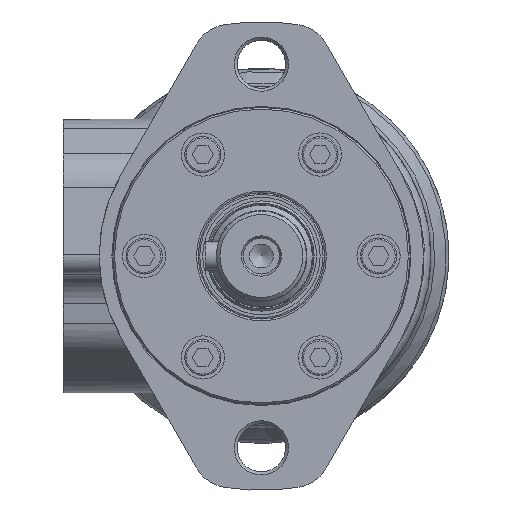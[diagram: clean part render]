
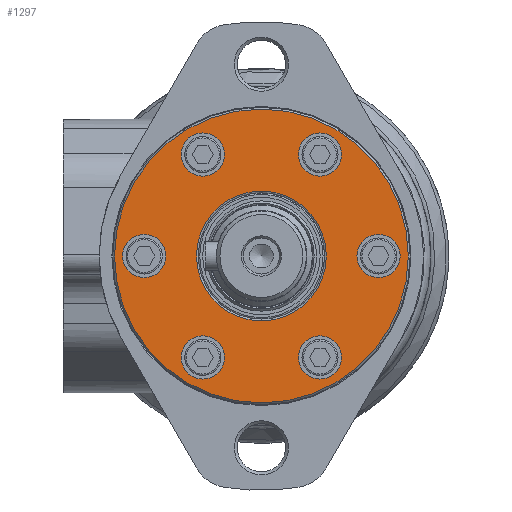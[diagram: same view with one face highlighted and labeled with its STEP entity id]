
A CAD part, left-side view. The second image highlights one B-rep face of the part: STEP entity #1297.
In plain terms, the highlighted planar face has unit normal (-1, 0, 0).
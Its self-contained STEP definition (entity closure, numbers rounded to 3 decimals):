
#1297 = ADVANCED_FACE( '', ( #2666, #2667, #2668, #2669, #2670, #2671, #2672, #2673 ), #2674, .F. );
#2666 = FACE_OUTER_BOUND( '', #4014, .T. );
#2667 = FACE_BOUND( '', #4015, .T. );
#2668 = FACE_BOUND( '', #4016, .T. );
#2669 = FACE_BOUND( '', #4017, .T. );
#2670 = FACE_BOUND( '', #4018, .T. );
#2671 = FACE_BOUND( '', #4019, .T. );
#2672 = FACE_BOUND( '', #4020, .T. );
#2673 = FACE_BOUND( '', #4021, .T. );
#2674 = PLANE( '', #4022 );
#4014 = EDGE_LOOP( '', ( #7084 ) );
#4015 = EDGE_LOOP( '', ( #7085 ) );
#4016 = EDGE_LOOP( '', ( #7086 ) );
#4017 = EDGE_LOOP( '', ( #7087 ) );
#4018 = EDGE_LOOP( '', ( #7088 ) );
#4019 = EDGE_LOOP( '', ( #7089 ) );
#4020 = EDGE_LOOP( '', ( #7090 ) );
#4021 = EDGE_LOOP( '', ( #7091 ) );
#4022 = AXIS2_PLACEMENT_3D( '', #7092, #7093, #7094 );
#7084 = ORIENTED_EDGE( '', *, *, #7883, .F. );
#7085 = ORIENTED_EDGE( '', *, *, #7383, .F. );
#7086 = ORIENTED_EDGE( '', *, *, #8344, .T. );
#7087 = ORIENTED_EDGE( '', *, *, #8209, .T. );
#7088 = ORIENTED_EDGE( '', *, *, #8063, .T. );
#7089 = ORIENTED_EDGE( '', *, *, #8093, .T. );
#7090 = ORIENTED_EDGE( '', *, *, #8088, .T. );
#7091 = ORIENTED_EDGE( '', *, *, #8251, .T. );
#7092 = CARTESIAN_POINT( '', ( 0., 0., 0. ) );
#7093 = DIRECTION( '', ( 1., 0., 0. ) );
#7094 = DIRECTION( '', ( 0., 0., -1. ) );
#7383 = EDGE_CURVE( '', #8701, #8701, #8702, .F. );
#7883 = EDGE_CURVE( '', #9475, #9475, #9476, .T. );
#8063 = EDGE_CURVE( '', #9712, #9712, #9713, .T. );
#8088 = EDGE_CURVE( '', #9741, #9741, #9742, .T. );
#8093 = EDGE_CURVE( '', #9748, #9748, #9749, .T. );
#8209 = EDGE_CURVE( '', #9887, #9887, #9888, .T. );
#8251 = EDGE_CURVE( '', #9931, #9931, #9932, .T. );
#8344 = EDGE_CURVE( '', #10034, #10034, #10035, .T. );
#8701 = VERTEX_POINT( '', #10827 );
#8702 = CIRCLE( '', #10828, 6. );
#9475 = VERTEX_POINT( '', #12385 );
#9476 = CIRCLE( '', #12386, 40.75 );
#9712 = VERTEX_POINT( '', #12880 );
#9713 = CIRCLE( '', #12881, 6. );
#9741 = VERTEX_POINT( '', #13017 );
#9742 = CIRCLE( '', #13018, 6. );
#9748 = VERTEX_POINT( '', #13024 );
#9749 = CIRCLE( '', #13025, 6. );
#9887 = VERTEX_POINT( '', #13236 );
#9888 = CIRCLE( '', #13237, 6. );
#9931 = VERTEX_POINT( '', #13297 );
#9932 = CIRCLE( '', #13298, 18. );
#10034 = VERTEX_POINT( '', #13448 );
#10035 = CIRCLE( '', #13449, 6. );
#10827 = CARTESIAN_POINT( '', ( 0., 32.5, -6. ) );
#10828 = AXIS2_PLACEMENT_3D( '', #13677, #13678, #13679 );
#12385 = CARTESIAN_POINT( '', ( 0., 0., -40.75 ) );
#12386 = AXIS2_PLACEMENT_3D( '', #14269, #14270, #14271 );
#12880 = CARTESIAN_POINT( '', ( 0., -32.5, -6. ) );
#12881 = AXIS2_PLACEMENT_3D( '', #14447, #14448, #14449 );
#13017 = CARTESIAN_POINT( '', ( 0., 16.25, 22.146 ) );
#13018 = AXIS2_PLACEMENT_3D( '', #14475, #14476, #14477 );
#13024 = CARTESIAN_POINT( '', ( 0., -16.25, 22.146 ) );
#13025 = AXIS2_PLACEMENT_3D( '', #14484, #14485, #14486 );
#13236 = CARTESIAN_POINT( '', ( 0., -16.25, -34.146 ) );
#13237 = AXIS2_PLACEMENT_3D( '', #14600, #14601, #14602 );
#13297 = CARTESIAN_POINT( '', ( 0., 0., -18. ) );
#13298 = AXIS2_PLACEMENT_3D( '', #14627, #14628, #14629 );
#13448 = CARTESIAN_POINT( '', ( 0., 16.25, -34.146 ) );
#13449 = AXIS2_PLACEMENT_3D( '', #14670, #14671, #14672 );
#13677 = CARTESIAN_POINT( '', ( 0., 32.5, 0. ) );
#13678 = DIRECTION( '', ( 1., 0., 0. ) );
#13679 = DIRECTION( '', ( 0., 0., -1. ) );
#14269 = CARTESIAN_POINT( '', ( 0., 0., 0. ) );
#14270 = DIRECTION( '', ( 1., 0., 0. ) );
#14271 = DIRECTION( '', ( 0., 0., -1. ) );
#14447 = CARTESIAN_POINT( '', ( 0., -32.5, 0. ) );
#14448 = DIRECTION( '', ( 1., 0., 0. ) );
#14449 = DIRECTION( '', ( 0., 0., -1. ) );
#14475 = CARTESIAN_POINT( '', ( 0., 16.25, 28.146 ) );
#14476 = DIRECTION( '', ( 1., 0., 0. ) );
#14477 = DIRECTION( '', ( 0., 0., -1. ) );
#14484 = CARTESIAN_POINT( '', ( 0., -16.25, 28.146 ) );
#14485 = DIRECTION( '', ( 1., 0., 0. ) );
#14486 = DIRECTION( '', ( 0., 0., -1. ) );
#14600 = CARTESIAN_POINT( '', ( 0., -16.25, -28.146 ) );
#14601 = DIRECTION( '', ( 1., 0., 0. ) );
#14602 = DIRECTION( '', ( 0., 0., -1. ) );
#14627 = CARTESIAN_POINT( '', ( 0., 0., 0. ) );
#14628 = DIRECTION( '', ( 1., 0., 0. ) );
#14629 = DIRECTION( '', ( 0., 0., -1. ) );
#14670 = CARTESIAN_POINT( '', ( 0., 16.25, -28.146 ) );
#14671 = DIRECTION( '', ( 1., 0., 0. ) );
#14672 = DIRECTION( '', ( 0., 0., -1. ) );
